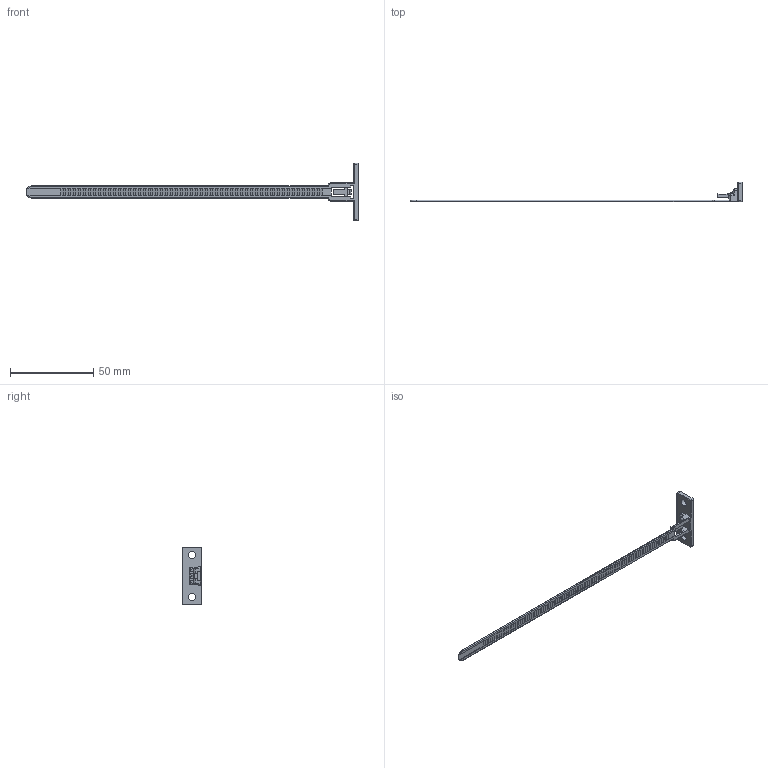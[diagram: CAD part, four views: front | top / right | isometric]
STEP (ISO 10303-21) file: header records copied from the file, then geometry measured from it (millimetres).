
FILE_DESCRIPTION(/* description */ (''),/* implementation_level */ '2;1');
FILE_NAME(/* name */ 'Battery Strap.ipt.step',/* time_stamp */ '2020-04-16T23:10:55-04:00',/* author */ ('Jordan'),/* organization */ (''),/* preprocessor_version */ 'ST-DEVELOPER v17',/* originating_system */ 'Autodesk Inventor 2019',/* authorisation */ '');
FILE_SCHEMA (('AUTOMOTIVE_DESIGN { 1 0 10303 214 3 1 1 }'));
Length unit declared in the file: inch
Products named in the file (1): Battery Strap
Bounding box: 199.99 x 11.99 x 34.54 mm (x, y, z)
Volume: 2520.9 mm3; surface area: 4858.1 mm2
Topology: 1 solids, 1 shells, 531 faces, 1148 edges, 614 vertices
Faces by surface type: plane 473, cylinder 41, torus 11, sphere 3, cone 2, bspline 1
Full cylindrical faces by diameter (mm): 4.318 x2
Entity records: 14490 total; most frequent: CARTESIAN_POINT 2630, ORIENTED_EDGE 2294, DIRECTION 2291, EDGE_CURVE 1147, LINE 1037, VECTOR 1037, AXIS2_PLACEMENT_3D 627, VERTEX_POINT 614
